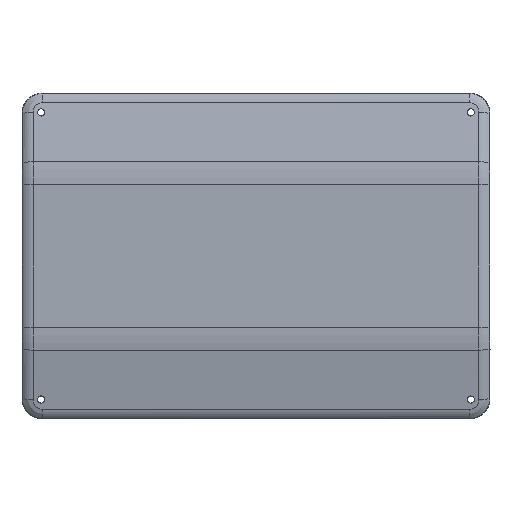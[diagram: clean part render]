
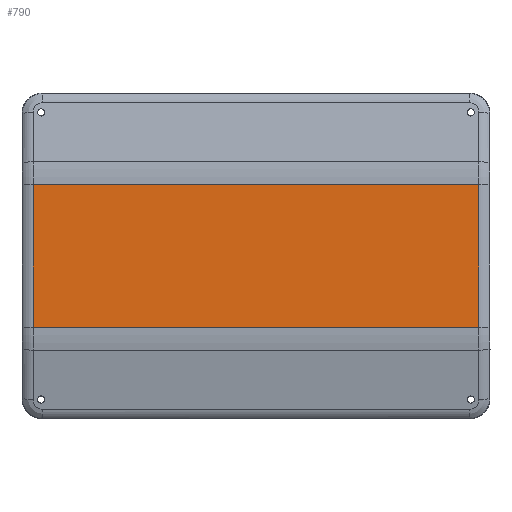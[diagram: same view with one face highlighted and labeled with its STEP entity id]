
A CAD part, top view. The second image highlights one B-rep face of the part: STEP entity #790.
In plain terms, the highlighted planar face has unit normal (0, 0, 1).
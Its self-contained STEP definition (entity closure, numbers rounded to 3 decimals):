
#31=PLANE('',#866);
#104=FACE_OUTER_BOUND('',#154,.T.);
#154=EDGE_LOOP('',(#595,#596,#597,#598));
#202=LINE('',#3749,#262);
#208=LINE('',#6774,#268);
#211=LINE('',#6785,#271);
#213=LINE('',#6788,#273);
#262=VECTOR('',#940,10.);
#268=VECTOR('',#972,10.);
#271=VECTOR('',#987,285.75);
#273=VECTOR('',#991,285.75);
#353=VERTEX_POINT('',#3741);
#355=VERTEX_POINT('',#3747);
#370=VERTEX_POINT('',#6766);
#372=VERTEX_POINT('',#6772);
#427=EDGE_CURVE('',#355,#353,#202,.T.);
#453=EDGE_CURVE('',#372,#370,#208,.T.);
#459=EDGE_CURVE('',#355,#370,#211,.T.);
#461=EDGE_CURVE('',#372,#353,#213,.T.);
#595=ORIENTED_EDGE('',*,*,#453,.F.);
#596=ORIENTED_EDGE('',*,*,#461,.T.);
#597=ORIENTED_EDGE('',*,*,#427,.F.);
#598=ORIENTED_EDGE('',*,*,#459,.T.);
#790=ADVANCED_FACE('',(#104),#31,.T.);
#866=AXIS2_PLACEMENT_3D('',#6787,#989,#990);
#940=DIRECTION('',(0.,1.,0.));
#972=DIRECTION('',(0.,-1.,0.));
#987=DIRECTION('',(1.,0.,0.));
#989=DIRECTION('center_axis',(0.,0.,1.));
#990=DIRECTION('ref_axis',(1.,0.,0.));
#991=DIRECTION('',(-1.,0.,0.));
#3741=CARTESIAN_POINT('',(-138.94,44.493,19.05));
#3747=CARTESIAN_POINT('',(-138.94,-44.493,19.05));
#3749=CARTESIAN_POINT('',(-138.94,0.,19.05));
#6766=CARTESIAN_POINT('',(138.94,-44.493,19.05));
#6772=CARTESIAN_POINT('',(138.94,44.493,19.05));
#6774=CARTESIAN_POINT('',(138.94,0.,19.05));
#6785=CARTESIAN_POINT('',(-142.875,-44.493,19.05));
#6787=CARTESIAN_POINT('Origin',(0.,0.,19.05));
#6788=CARTESIAN_POINT('',(142.875,44.493,19.05));
